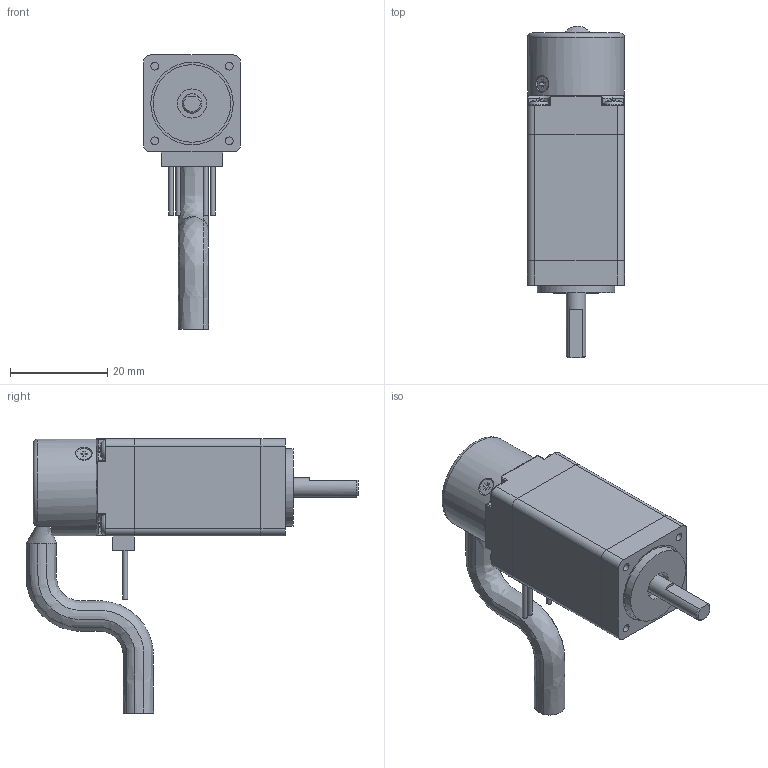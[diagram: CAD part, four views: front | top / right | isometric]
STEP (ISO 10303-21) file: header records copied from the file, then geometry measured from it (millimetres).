
FILE_DESCRIPTION( ( '' ), '1' );
FILE_NAME( 'MS214-05ABO6L.stp', '2016-10-28T01:40:30', ( 'Dimamotor' ), ( 'Dimamotor' ), 'PSStep 17.0.49', ' ', ' ' );
FILE_SCHEMA( ( 'AUTOMOTIVE_DESIGN { 1 0 10303 214 1 1 1 1 }' ) );
Length unit declared in the file: millimetre
Products named in the file (9): 步進MS21_單軸下蓋(四線式); Screw_ANSI_B18.6.3_09F_UNC_No2x7I16_v12.00; Assem1; 步進MS21_上蓋; 步進MS214_定子; Hubdisc; Screw_ASME_B18.6.4_1998_in_B_FCH_T2_No0_48x1I8_v12.00
Assembly tree (12 placements, depth 3):
  Assem1
    步進MS21_上蓋
    步進MS214_定子
    Hubdisc
    Hubdisc
    Screw_ASME_B18.6.4_1998_in_B_FCH_T2_No0_48x1I8_v12.00  x2
    步進MS21_單軸下蓋(四線式)
      Screw_ANSI_B18.6.3_09F_UNC_No2x7I16_v12.00  x4
      步進MS21_單軸下蓋(四線式)
Bounding box: 20 x 68.45 x 56.5 mm (x, y, z)
Volume: 19296 mm3; surface area: 12061.7 mm2
Topology: 11 solids, 11 shells, 629 faces, 1650 edges, 1069 vertices
Faces by surface type: plane 458, cylinder 112, cone 38, bspline 12, torus 5, sphere 4
Full cylindrical faces by diameter (mm): 1 x4, 1.524 x2, 1.6 x8, 2 x4, 2.1 x2, 2.184 x8, 2.2 x4, 2.6 x1, 3 x1, 4 x3, 6 x5, 9 x1, 10 x1, 16 x2, 16.5 x1, 17 x2, 18 x2, 20 x1
Entity records: 26834 total; most frequent: CARTESIAN_POINT 9460, ORIENTED_EDGE 2660, DIRECTION 2570, EDGE_CURVE 1330, LINE 1016, VECTOR 1016, VERTEX_POINT 903, AXIS2_PLACEMENT_3D 777
